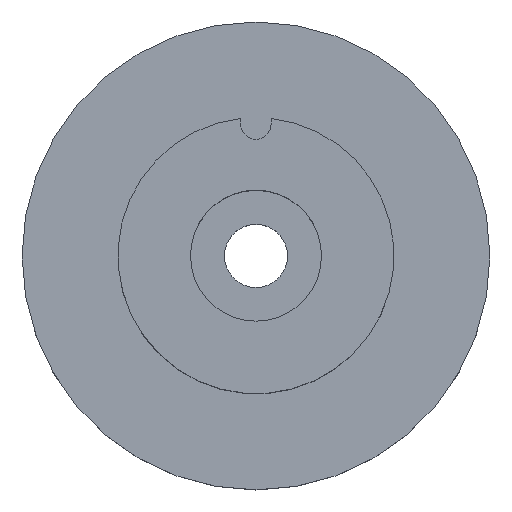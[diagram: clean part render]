
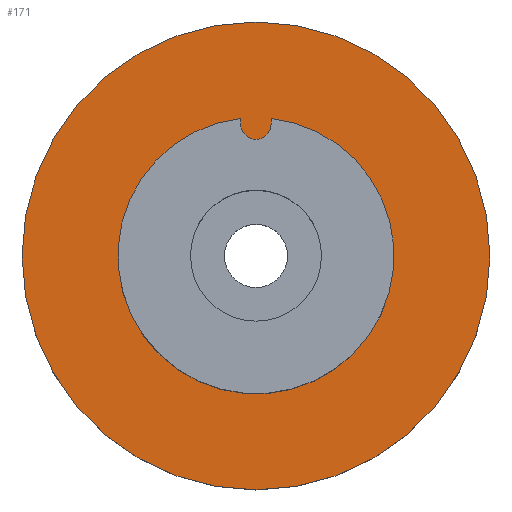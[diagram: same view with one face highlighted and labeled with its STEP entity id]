
A CAD part, top view. The second image highlights one B-rep face of the part: STEP entity #171.
In plain terms, the highlighted planar face has unit normal (0, 0, 1).
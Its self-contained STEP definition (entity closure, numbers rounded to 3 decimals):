
#16=FACE_BOUND('',#44,.T.);
#22=PLANE('',#202);
#31=FACE_OUTER_BOUND('',#43,.T.);
#43=EDGE_LOOP('',(#143));
#44=EDGE_LOOP('',(#144,#145,#146,#147));
#53=LINE('',#278,#64);
#57=LINE('',#290,#68);
#64=VECTOR('',#223,10.);
#68=VECTOR('',#235,10.);
#73=CIRCLE('',#191,0.65);
#77=CIRCLE('',#199,5.9);
#79=CIRCLE('',#203,10.);
#83=VERTEX_POINT('',#268);
#84=VERTEX_POINT('',#269);
#87=VERTEX_POINT('',#277);
#91=VERTEX_POINT('',#289);
#93=VERTEX_POINT('',#299);
#97=EDGE_CURVE('',#83,#84,#73,.T.);
#101=EDGE_CURVE('',#87,#83,#53,.T.);
#107=EDGE_CURVE('',#84,#91,#57,.T.);
#110=EDGE_CURVE('',#91,#87,#77,.T.);
#112=EDGE_CURVE('',#93,#93,#79,.T.);
#143=ORIENTED_EDGE('',*,*,#112,.T.);
#144=ORIENTED_EDGE('',*,*,#101,.T.);
#145=ORIENTED_EDGE('',*,*,#97,.T.);
#146=ORIENTED_EDGE('',*,*,#107,.T.);
#147=ORIENTED_EDGE('',*,*,#110,.T.);
#171=ADVANCED_FACE('',(#31,#16),#22,.T.);
#191=AXIS2_PLACEMENT_3D('',#270,#215,#216);
#199=AXIS2_PLACEMENT_3D('',#295,#240,#241);
#202=AXIS2_PLACEMENT_3D('',#298,#246,#247);
#203=AXIS2_PLACEMENT_3D('',#300,#248,#249);
#215=DIRECTION('center_axis',(0.,0.,1.));
#216=DIRECTION('ref_axis',(-1.,0.,0.));
#223=DIRECTION('',(0.,-1.,0.));
#235=DIRECTION('',(0.,1.,0.));
#240=DIRECTION('center_axis',(0.,0.,-1.));
#241=DIRECTION('ref_axis',(1.,0.,0.));
#246=DIRECTION('center_axis',(0.,0.,1.));
#247=DIRECTION('ref_axis',(1.,0.,0.));
#248=DIRECTION('center_axis',(0.,0.,1.));
#249=DIRECTION('ref_axis',(1.,0.,0.));
#268=CARTESIAN_POINT('',(-0.658,5.619,2.8));
#269=CARTESIAN_POINT('',(0.642,5.619,2.8));
#270=CARTESIAN_POINT('Origin',(-0.008,5.619,2.8));
#277=CARTESIAN_POINT('',(-0.658,5.863,2.8));
#278=CARTESIAN_POINT('',(-0.658,2.809,2.8));
#289=CARTESIAN_POINT('',(0.642,5.865,2.8));
#290=CARTESIAN_POINT('',(0.642,2.932,2.8));
#295=CARTESIAN_POINT('Origin',(0.,0.,2.8));
#298=CARTESIAN_POINT('Origin',(0.,0.,2.8));
#299=CARTESIAN_POINT('',(-10.,0.,2.8));
#300=CARTESIAN_POINT('Origin',(0.,0.,2.8));
